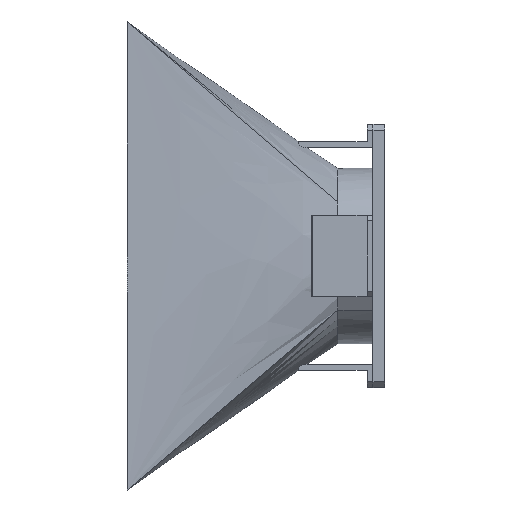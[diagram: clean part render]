
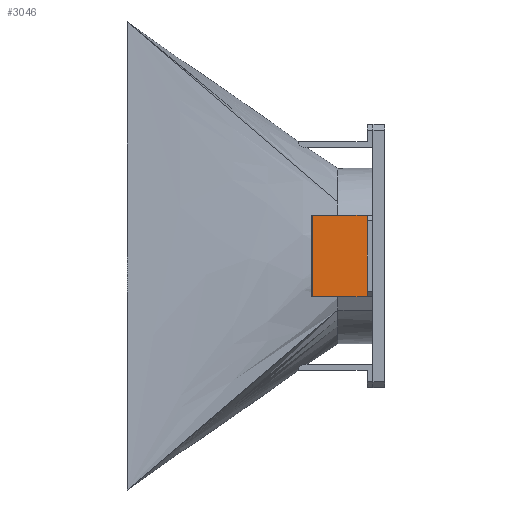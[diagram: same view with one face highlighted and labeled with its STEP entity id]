
A CAD part, left-side view. The second image highlights one B-rep face of the part: STEP entity #3046.
In plain terms, the highlighted planar face has unit normal (-1, 0, 0).
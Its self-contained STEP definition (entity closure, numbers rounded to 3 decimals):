
#176 = EDGE_LOOP ( 'NONE', ( #2843, #1570, #419, #807 ) ) ;
#213 = EDGE_CURVE ( 'NONE', #4719, #3734, #2257, .T. ) ;
#243 = CARTESIAN_POINT ( 'NONE',  ( -97.5, 35., 100. ) ) ;
#290 = CARTESIAN_POINT ( 'NONE',  ( -97.5, 35., 5. ) ) ;
#419 = ORIENTED_EDGE ( 'NONE', *, *, #2046, .T. ) ;
#807 = ORIENTED_EDGE ( 'NONE', *, *, #3201, .T. ) ;
#868 = CARTESIAN_POINT ( 'NONE',  ( -97.5, -35., 51.803 ) ) ;
#1377 = VECTOR ( 'NONE', #6542, 1000. ) ;
#1448 = DIRECTION ( 'NONE',  ( 0., 0., -1. ) ) ;
#1570 = ORIENTED_EDGE ( 'NONE', *, *, #2309, .T. ) ;
#1598 = DIRECTION ( 'NONE',  ( 1., 0., 0. ) ) ;
#1667 = LINE ( 'NONE', #7847, #7775 ) ;
#1851 = CARTESIAN_POINT ( 'NONE',  ( -97.5, -35., 5. ) ) ;
#2046 = EDGE_CURVE ( 'NONE', #6469, #3766, #6675, .T. ) ;
#2120 = DIRECTION ( 'NONE',  ( 0., 1., 0. ) ) ;
#2257 = LINE ( 'NONE', #5912, #1377 ) ;
#2268 = LINE ( 'NONE', #290, #7089 ) ;
#2309 = EDGE_CURVE ( 'NONE', #4719, #6469, #1667, .T. ) ;
#2768 = CARTESIAN_POINT ( 'NONE',  ( -97.5, 35., 100. ) ) ;
#2843 = ORIENTED_EDGE ( 'NONE', *, *, #213, .F. ) ;
#3001 = CARTESIAN_POINT ( 'NONE',  ( -97.5, 35., 5. ) ) ;
#3046 = ADVANCED_FACE ( 'NONE', ( #4613 ), #3407, .F. ) ;
#3201 = EDGE_CURVE ( 'NONE', #3766, #3734, #2268, .T. ) ;
#3407 = PLANE ( 'NONE',  #4948 ) ;
#3734 = VERTEX_POINT ( 'NONE', #1851 ) ;
#3766 = VERTEX_POINT ( 'NONE', #3001 ) ;
#4613 = FACE_OUTER_BOUND ( 'NONE', #176, .T. ) ;
#4719 = VERTEX_POINT ( 'NONE', #868 ) ;
#4948 = AXIS2_PLACEMENT_3D ( 'NONE', #2768, #1598, #7135 ) ;
#5018 = CARTESIAN_POINT ( 'NONE',  ( -97.5, 35., 51.803 ) ) ;
#5317 = DIRECTION ( 'NONE',  ( 0., -1., 0. ) ) ;
#5912 = CARTESIAN_POINT ( 'NONE',  ( -97.5, -35., 100. ) ) ;
#6469 = VERTEX_POINT ( 'NONE', #5018 ) ;
#6542 = DIRECTION ( 'NONE',  ( 0., 0., -1. ) ) ;
#6675 = LINE ( 'NONE', #243, #7357 ) ;
#7089 = VECTOR ( 'NONE', #5317, 1000. ) ;
#7135 = DIRECTION ( 'NONE',  ( 0., 1., 0. ) ) ;
#7357 = VECTOR ( 'NONE', #1448, 1000. ) ;
#7775 = VECTOR ( 'NONE', #2120, 1000. ) ;
#7847 = CARTESIAN_POINT ( 'NONE',  ( -97.5, 35., 51.803 ) ) ;
